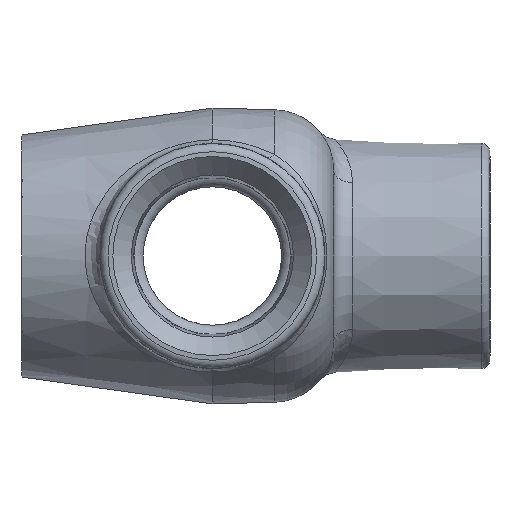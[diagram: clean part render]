
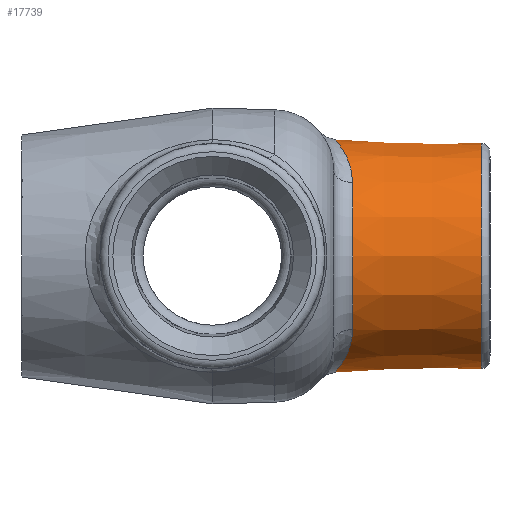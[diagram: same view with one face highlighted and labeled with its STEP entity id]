
A CAD part, left-side view. The second image highlights one B-rep face of the part: STEP entity #17739.
In plain terms, the highlighted conical face has half-angle 1.5 degrees and reference radius 20.637 mm.
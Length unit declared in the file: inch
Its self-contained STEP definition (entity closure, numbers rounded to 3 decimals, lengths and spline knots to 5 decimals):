
#62=CONICAL_SURFACE('',#18500,0.8125,0.026);
#838=B_SPLINE_CURVE_WITH_KNOTS('',3,(#29786,#29787,#29788,#29789,#29790,
#29791,#29792,#29793,#29794,#29795),.UNSPECIFIED.,.F.,.F.,(4,1,1,1,1,1,
1,4),(0.,0.6389,1.27781,1.91671,2.55561,
3.19451,3.83342,4.47232),.UNSPECIFIED.);
#840=B_SPLINE_CURVE_WITH_KNOTS('',3,(#29865,#29866,#29867,#29868,#29869,
#29870,#29871,#29872,#29873,#29874),.UNSPECIFIED.,.F.,.F.,(4,1,1,1,1,1,
1,4),(0.,0.6389,1.27781,1.91671,2.55561,
3.19451,3.83342,4.47232),.UNSPECIFIED.);
#2322=FACE_OUTER_BOUND('',#3293,.T.);
#3293=EDGE_LOOP('',(#15372,#15373,#15374,#15375,#15376,#15377,#15378,#15379,
#15380));
#5001=LINE('',#29896,#6686);
#6686=VECTOR('',#21597,0.8125);
#6843=CIRCLE('',#18489,0.83837);
#6846=CIRCLE('',#18493,0.83837);
#6847=CIRCLE('',#18494,0.83837);
#6851=CIRCLE('',#18501,0.81401);
#6852=CIRCLE('',#18502,0.81401);
#8412=VERTEX_POINT('',#29770);
#8415=VERTEX_POINT('',#29784);
#8416=VERTEX_POINT('',#29797);
#8418=VERTEX_POINT('',#29852);
#8420=VERTEX_POINT('',#29877);
#8426=VERTEX_POINT('',#29895);
#8427=VERTEX_POINT('',#29897);
#10764=EDGE_CURVE('',#8415,#8412,#838,.T.);
#10767=EDGE_CURVE('',#8412,#8416,#6843,.T.);
#10770=EDGE_CURVE('',#8416,#8418,#840,.T.);
#10772=EDGE_CURVE('',#8418,#8420,#6846,.T.);
#10773=EDGE_CURVE('',#8420,#8415,#6847,.T.);
#10781=EDGE_CURVE('',#8420,#8426,#5001,.T.);
#10782=EDGE_CURVE('',#8427,#8426,#6851,.T.);
#10783=EDGE_CURVE('',#8426,#8427,#6852,.T.);
#15372=ORIENTED_EDGE('',*,*,#10764,.F.);
#15373=ORIENTED_EDGE('',*,*,#10773,.F.);
#15374=ORIENTED_EDGE('',*,*,#10781,.T.);
#15375=ORIENTED_EDGE('',*,*,#10782,.F.);
#15376=ORIENTED_EDGE('',*,*,#10783,.F.);
#15377=ORIENTED_EDGE('',*,*,#10781,.F.);
#15378=ORIENTED_EDGE('',*,*,#10772,.F.);
#15379=ORIENTED_EDGE('',*,*,#10770,.F.);
#15380=ORIENTED_EDGE('',*,*,#10767,.F.);
#17739=ADVANCED_FACE('',(#2322),#62,.T.);
#18489=AXIS2_PLACEMENT_3D('',#29801,#21569,#21570);
#18493=AXIS2_PLACEMENT_3D('',#29878,#21577,#21578);
#18494=AXIS2_PLACEMENT_3D('',#29879,#21579,#21580);
#18500=AXIS2_PLACEMENT_3D('',#29894,#21595,#21596);
#18501=AXIS2_PLACEMENT_3D('',#29898,#21598,#21599);
#18502=AXIS2_PLACEMENT_3D('',#29899,#21600,#21601);
#21569=DIRECTION('center_axis',(0.,1.,0.));
#21570=DIRECTION('ref_axis',(-1.,0.,0.));
#21577=DIRECTION('center_axis',(0.,1.,0.));
#21578=DIRECTION('ref_axis',(1.,0.,0.));
#21579=DIRECTION('center_axis',(0.,1.,0.));
#21580=DIRECTION('ref_axis',(1.,0.,0.));
#21595=DIRECTION('center_axis',(0.,1.,0.));
#21596=DIRECTION('ref_axis',(-1.,0.,0.));
#21597=DIRECTION('',(-0.026,-1.,0.));
#21598=DIRECTION('center_axis',(0.,-1.,0.));
#21599=DIRECTION('ref_axis',(-1.,0.,0.));
#21600=DIRECTION('center_axis',(0.,-1.,0.));
#21601=DIRECTION('ref_axis',(-1.,0.,0.));
#29770=CARTESIAN_POINT('',(-0.6494,-2.38694,-0.53023));
#29784=CARTESIAN_POINT('',(0.6494,-2.38694,-0.53023));
#29786=CARTESIAN_POINT('Ctrl Pts',(0.6494,-2.38694,-0.53023));
#29787=CARTESIAN_POINT('Ctrl Pts',(0.60399,-2.38694,
-0.58585));
#29788=CARTESIAN_POINT('Ctrl Pts',(0.49947,-2.36507,-0.68511));
#29789=CARTESIAN_POINT('Ctrl Pts',(0.31555,-2.30639,-0.78837));
#29790=CARTESIAN_POINT('Ctrl Pts',(0.10944,-2.25665,
-0.84401));
#29791=CARTESIAN_POINT('Ctrl Pts',(-0.10939,-2.25687,
-0.84397));
#29792=CARTESIAN_POINT('Ctrl Pts',(-0.31561,-2.30642,
-0.78831));
#29793=CARTESIAN_POINT('Ctrl Pts',(-0.49947,-2.36512,
-0.68512));
#29794=CARTESIAN_POINT('Ctrl Pts',(-0.60399,-2.38694,
-0.58585));
#29795=CARTESIAN_POINT('Ctrl Pts',(-0.6494,-2.38694,
-0.53023));
#29797=CARTESIAN_POINT('',(-0.6494,-2.38694,0.53023));
#29801=CARTESIAN_POINT('Origin',(0.,-2.38694,0.));
#29852=CARTESIAN_POINT('',(0.6494,-2.38694,0.53023));
#29865=CARTESIAN_POINT('Ctrl Pts',(-0.6494,-2.38694,
0.53023));
#29866=CARTESIAN_POINT('Ctrl Pts',(-0.60399,-2.38694,
0.58585));
#29867=CARTESIAN_POINT('Ctrl Pts',(-0.4995,-2.36508,
0.68513));
#29868=CARTESIAN_POINT('Ctrl Pts',(-0.31553,-2.30638,
0.78835));
#29869=CARTESIAN_POINT('Ctrl Pts',(-0.10945,-2.25666,
0.84401));
#29870=CARTESIAN_POINT('Ctrl Pts',(0.1094,-2.25687,
0.84397));
#29871=CARTESIAN_POINT('Ctrl Pts',(0.31561,-2.30642,
0.78831));
#29872=CARTESIAN_POINT('Ctrl Pts',(0.49947,-2.36512,
0.68512));
#29873=CARTESIAN_POINT('Ctrl Pts',(0.60399,-2.38694,0.58585));
#29874=CARTESIAN_POINT('Ctrl Pts',(0.6494,-2.38694,0.53023));
#29877=CARTESIAN_POINT('',(0.83837,-2.38694,0.));
#29878=CARTESIAN_POINT('Origin',(0.,-2.38694,0.));
#29879=CARTESIAN_POINT('Origin',(0.,-2.38694,0.));
#29894=CARTESIAN_POINT('Origin',(0.,-3.375,0.));
#29895=CARTESIAN_POINT('',(0.81401,-3.31725,0.));
#29896=CARTESIAN_POINT('',(0.8125,-3.375,0.));
#29897=CARTESIAN_POINT('',(0.,-3.31725,-0.81401));
#29898=CARTESIAN_POINT('Origin',(0.,-3.31725,0.));
#29899=CARTESIAN_POINT('Origin',(0.,-3.31725,0.));
